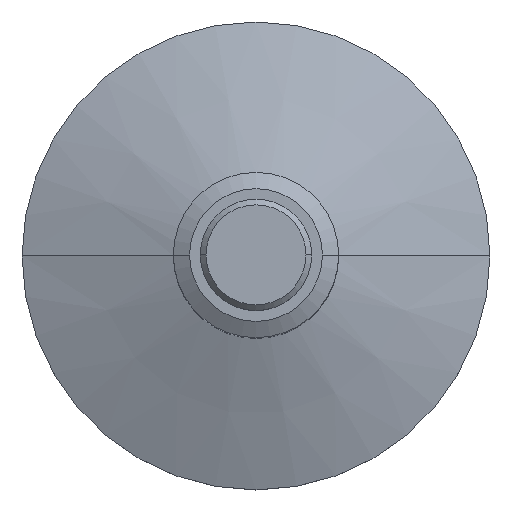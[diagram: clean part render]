
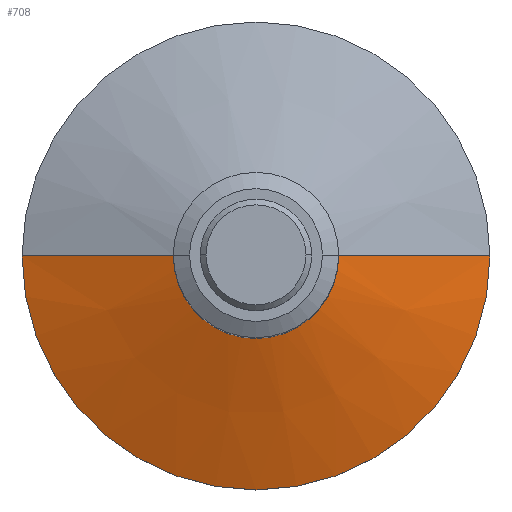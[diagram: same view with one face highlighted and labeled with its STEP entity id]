
A CAD part, top view. The second image highlights one B-rep face of the part: STEP entity #708.
In plain terms, the highlighted conical face has half-angle 70 degrees and reference radius 25.2 mm.
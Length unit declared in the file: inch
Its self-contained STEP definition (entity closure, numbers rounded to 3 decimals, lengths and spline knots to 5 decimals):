
#77 = EDGE_LOOP ( 'NONE', ( #254, #112, #244, #374 ) ) ;
#78 = DIRECTION ( 'NONE',  ( -1., 0., 0. ) ) ;
#87 = CARTESIAN_POINT ( 'NONE',  ( 0.35039, 0., -2.44961 ) ) ;
#92 = VERTEX_POINT ( 'NONE', #732 ) ;
#112 = ORIENTED_EDGE ( 'NONE', *, *, #454, .F. ) ;
#132 = CIRCLE ( 'NONE', #279, 0.35039 ) ;
#172 = FACE_OUTER_BOUND ( 'NONE', #77, .T. ) ;
#182 = DIRECTION ( 'NONE',  ( 0., 0., 1. ) ) ;
#193 = CARTESIAN_POINT ( 'NONE',  ( 0.67126, 0., -2.56639 ) ) ;
#202 = DIRECTION ( 'NONE',  ( -0.94, 0., -0.342 ) ) ;
#244 = ORIENTED_EDGE ( 'NONE', *, *, #987, .T. ) ;
#254 = ORIENTED_EDGE ( 'NONE', *, *, #415, .T. ) ;
#279 = AXIS2_PLACEMENT_3D ( 'NONE', #893, #182, #653 ) ;
#293 = VERTEX_POINT ( 'NONE', #956 ) ;
#374 = ORIENTED_EDGE ( 'NONE', *, *, #476, .T. ) ;
#396 = CARTESIAN_POINT ( 'NONE',  ( 0., 0., -2.68318 ) ) ;
#415 = EDGE_CURVE ( 'NONE', #92, #748, #495, .T. ) ;
#435 = VERTEX_POINT ( 'NONE', #813 ) ;
#454 = EDGE_CURVE ( 'NONE', #293, #748, #132, .T. ) ;
#460 = AXIS2_PLACEMENT_3D ( 'NONE', #396, #885, #78 ) ;
#476 = EDGE_CURVE ( 'NONE', #435, #92, #857, .T. ) ;
#495 = LINE ( 'NONE', #193, #582 ) ;
#510 = DIRECTION ( 'NONE',  ( -0.94, 0., 0.342 ) ) ;
#566 = VECTOR ( 'NONE', #202, 39.37008 ) ;
#582 = VECTOR ( 'NONE', #510, 39.37008 ) ;
#590 = LINE ( 'NONE', #902, #566 ) ;
#653 = DIRECTION ( 'NONE',  ( -1., 0., 0. ) ) ;
#708 = ADVANCED_FACE ( 'NONE', ( #172 ), #909, .T. ) ;
#714 = DIRECTION ( 'NONE',  ( 0., 0., 1. ) ) ;
#732 = CARTESIAN_POINT ( 'NONE',  ( 0.99213, 0., -2.68318 ) ) ;
#748 = VERTEX_POINT ( 'NONE', #87 ) ;
#813 = CARTESIAN_POINT ( 'NONE',  ( -0.99213, 0., -2.68318 ) ) ;
#857 = CIRCLE ( 'NONE', #891, 0.99213 ) ;
#860 = CARTESIAN_POINT ( 'NONE',  ( 0., 0., -2.68318 ) ) ;
#885 = DIRECTION ( 'NONE',  ( 0., 0., -1. ) ) ;
#891 = AXIS2_PLACEMENT_3D ( 'NONE', #860, #714, #945 ) ;
#893 = CARTESIAN_POINT ( 'NONE',  ( 0., 0., -2.44961 ) ) ;
#902 = CARTESIAN_POINT ( 'NONE',  ( -0.67126, 0., -2.56639 ) ) ;
#909 = CONICAL_SURFACE ( 'NONE', #460, 0.99213, 1.222 ) ;
#945 = DIRECTION ( 'NONE',  ( -1., 0., 0. ) ) ;
#956 = CARTESIAN_POINT ( 'NONE',  ( -0.35039, 0., -2.44961 ) ) ;
#987 = EDGE_CURVE ( 'NONE', #293, #435, #590, .T. ) ;
